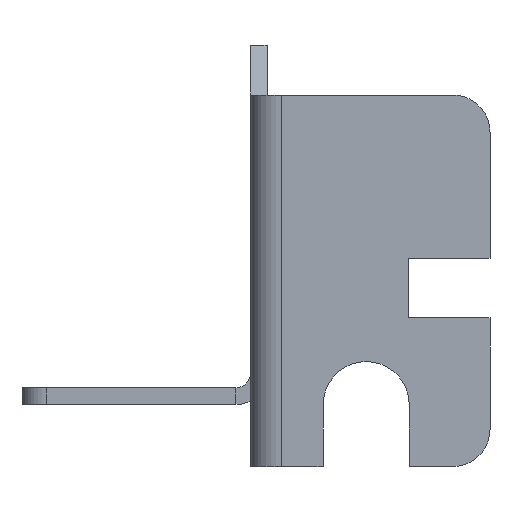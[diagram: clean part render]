
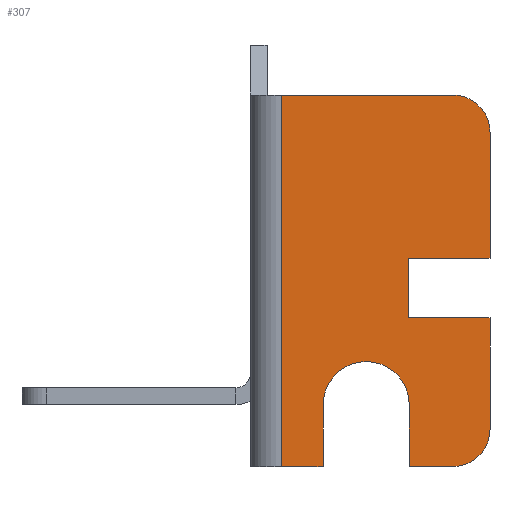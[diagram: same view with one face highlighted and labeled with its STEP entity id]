
A CAD part, left-side view. The second image highlights one B-rep face of the part: STEP entity #307.
In plain terms, the highlighted planar face has unit normal (-1, 0, 0).
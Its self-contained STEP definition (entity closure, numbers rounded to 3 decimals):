
#185=CARTESIAN_POINT('',(-0.86,0.,0.0));
#186=DIRECTION('',(1.0,0.,0.0));
#187=DIRECTION('',(0.,1.0,0.0));
#188=AXIS2_PLACEMENT_3D('',#185,#186,#187);
#189=PLANE('',#188);
#190=CARTESIAN_POINT('',(-0.86,-12.29,-13.97));
#191=VERTEX_POINT('',#190);
#192=CARTESIAN_POINT('',(-0.86,-8.1,-13.97));
#193=VERTEX_POINT('',#192);
#194=CARTESIAN_POINT('',(-0.86,-12.29,-13.97));
#195=DIRECTION('',(0.,1.0,0.0));
#196=VECTOR('',#195,4.19);
#197=LINE('',#194,#196);
#198=EDGE_CURVE('',#191,#193,#197,.T.);
#199=ORIENTED_EDGE('',*,*,#198,.T.);
#200=CARTESIAN_POINT('',(-0.86,-8.1,-10.92));
#201=VERTEX_POINT('',#200);
#202=CARTESIAN_POINT('',(-0.86,-8.1,-10.92));
#203=DIRECTION('',(0.0,0.0,-1.0));
#204=VECTOR('',#203,3.05);
#205=LINE('',#202,#204);
#206=EDGE_CURVE('',#201,#193,#205,.T.);
#207=ORIENTED_EDGE('',*,*,#206,.F.);
#208=CARTESIAN_POINT('',(-0.86,-12.29,-10.92));
#209=VERTEX_POINT('',#208);
#210=CARTESIAN_POINT('',(-0.86,-12.29,-10.92));
#211=DIRECTION('',(0.,1.0,0.0));
#212=VECTOR('',#211,4.19);
#213=LINE('',#210,#212);
#214=EDGE_CURVE('',#209,#201,#213,.T.);
#215=ORIENTED_EDGE('',*,*,#214,.F.);
#216=CARTESIAN_POINT('',(-0.86,-12.29,-4.45));
#217=VERTEX_POINT('',#216);
#218=CARTESIAN_POINT('',(-0.86,-12.29,-10.92));
#219=DIRECTION('',(0.0,0.0,1.0));
#220=VECTOR('',#219,6.47);
#221=LINE('',#218,#220);
#222=EDGE_CURVE('',#209,#217,#221,.T.);
#223=ORIENTED_EDGE('',*,*,#222,.T.);
#224=CARTESIAN_POINT('',(-0.86,-10.38,-2.54));
#225=VERTEX_POINT('',#224);
#226=CARTESIAN_POINT('',(-0.86,-10.38,-4.45));
#227=DIRECTION('',(-1.0,0.,-0.0));
#228=DIRECTION('',(0.,1.0,0.0));
#229=AXIS2_PLACEMENT_3D('',#226,#227,#228);
#230=CIRCLE('',#229,1.91);
#231=EDGE_CURVE('',#217,#225,#230,.T.);
#232=ORIENTED_EDGE('',*,*,#231,.T.);
#233=CARTESIAN_POINT('',(-0.86,-1.597,-2.54));
#234=VERTEX_POINT('',#233);
#235=CARTESIAN_POINT('',(-0.86,-10.38,-2.54));
#236=DIRECTION('',(0.,1.0,0.0));
#237=VECTOR('',#236,8.783);
#238=LINE('',#235,#237);
#239=EDGE_CURVE('',#225,#234,#238,.T.);
#240=ORIENTED_EDGE('',*,*,#239,.T.);
#241=CARTESIAN_POINT('',(-0.86,-1.597,-21.59));
#242=VERTEX_POINT('',#241);
#243=CARTESIAN_POINT('',(-0.86,-1.597,-21.59));
#244=DIRECTION('',(0.0,0.0,1.0));
#245=VECTOR('',#244,19.05);
#246=LINE('',#243,#245);
#247=EDGE_CURVE('',#242,#234,#246,.T.);
#248=ORIENTED_EDGE('',*,*,#247,.F.);
#249=CARTESIAN_POINT('',(-0.86,-3.73,-21.59));
#250=VERTEX_POINT('',#249);
#251=CARTESIAN_POINT('',(-0.86,-1.597,-21.59));
#252=DIRECTION('',(0.,-1.0,0.0));
#253=VECTOR('',#252,2.133);
#254=LINE('',#251,#253);
#255=EDGE_CURVE('',#242,#250,#254,.T.);
#256=ORIENTED_EDGE('',*,*,#255,.T.);
#257=CARTESIAN_POINT('',(-0.86,-3.73,-18.42));
#258=VERTEX_POINT('',#257);
#259=CARTESIAN_POINT('',(-0.86,-3.73,-18.42));
#260=DIRECTION('',(0.0,0.0,-1.0));
#261=VECTOR('',#260,3.17);
#262=LINE('',#259,#261);
#263=EDGE_CURVE('',#258,#250,#262,.T.);
#264=ORIENTED_EDGE('',*,*,#263,.F.);
#265=CARTESIAN_POINT('',(-0.86,-8.15,-18.42));
#266=VERTEX_POINT('',#265);
#267=CARTESIAN_POINT('',(-0.86,-5.94,-18.42));
#268=DIRECTION('',(-1.0,0.,0.0));
#269=DIRECTION('',(0.,-1.0,0.0));
#270=AXIS2_PLACEMENT_3D('',#267,#268,#269);
#271=CIRCLE('',#270,2.21);
#272=EDGE_CURVE('',#266,#258,#271,.T.);
#273=ORIENTED_EDGE('',*,*,#272,.F.);
#274=CARTESIAN_POINT('',(-0.86,-8.15,-21.59));
#275=VERTEX_POINT('',#274);
#276=CARTESIAN_POINT('',(-0.86,-8.15,-21.59));
#277=DIRECTION('',(0.0,0.0,1.0));
#278=VECTOR('',#277,3.17);
#279=LINE('',#276,#278);
#280=EDGE_CURVE('',#275,#266,#279,.T.);
#281=ORIENTED_EDGE('',*,*,#280,.F.);
#282=CARTESIAN_POINT('',(-0.86,-10.38,-21.59));
#283=VERTEX_POINT('',#282);
#284=CARTESIAN_POINT('',(-0.86,-8.15,-21.59));
#285=DIRECTION('',(0.,-1.0,0.0));
#286=VECTOR('',#285,2.23);
#287=LINE('',#284,#286);
#288=EDGE_CURVE('',#275,#283,#287,.T.);
#289=ORIENTED_EDGE('',*,*,#288,.T.);
#290=CARTESIAN_POINT('',(-0.86,-12.29,-19.68));
#291=VERTEX_POINT('',#290);
#292=CARTESIAN_POINT('',(-0.86,-10.38,-19.68));
#293=DIRECTION('',(-1.0,0.,-0.0));
#294=DIRECTION('',(0.,1.0,0.0));
#295=AXIS2_PLACEMENT_3D('',#292,#293,#294);
#296=CIRCLE('',#295,1.91);
#297=EDGE_CURVE('',#283,#291,#296,.T.);
#298=ORIENTED_EDGE('',*,*,#297,.T.);
#299=CARTESIAN_POINT('',(-0.86,-12.29,-19.68));
#300=DIRECTION('',(0.0,0.0,1.0));
#301=VECTOR('',#300,5.71);
#302=LINE('',#299,#301);
#303=EDGE_CURVE('',#291,#191,#302,.T.);
#304=ORIENTED_EDGE('',*,*,#303,.T.);
#305=EDGE_LOOP('',(#199,#207,#215,#223,#232,#240,#248,#256,#264,#273,#281,#289,#298,#304));
#306=FACE_BOUND('',#305,.T.);
#307=ADVANCED_FACE('',(#306),#189,.F.);
